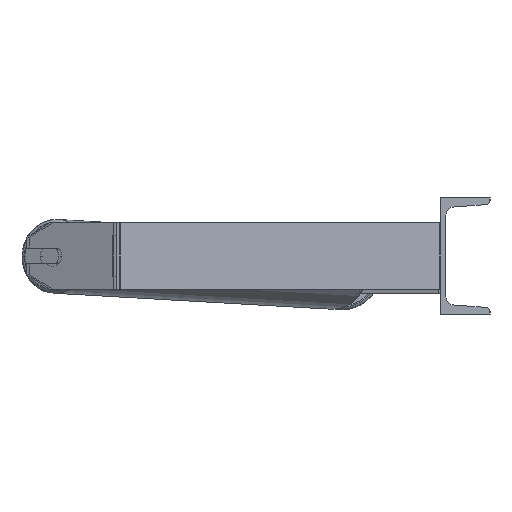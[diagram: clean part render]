
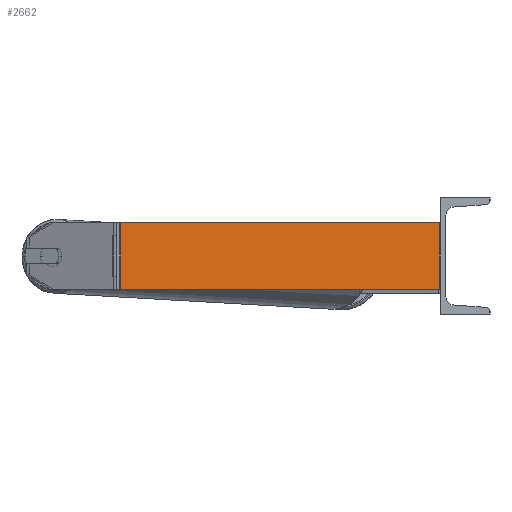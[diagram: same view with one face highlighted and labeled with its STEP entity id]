
A CAD part, left-side view. The second image highlights one B-rep face of the part: STEP entity #2662.
In plain terms, the highlighted planar face has unit normal (-0.996, -0.087, 0).
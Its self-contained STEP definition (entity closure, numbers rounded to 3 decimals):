
#3 = VECTOR ( 'NONE', #5300, 1000. ) ;
#358 = EDGE_CURVE ( 'NONE', #2984, #2473, #5156, .T. ) ;
#500 = CARTESIAN_POINT ( 'NONE',  ( -1218.697, 385.162, -40. ) ) ;
#662 = ORIENTED_EDGE ( 'NONE', *, *, #5059, .T. ) ;
#1232 = CARTESIAN_POINT ( 'NONE',  ( -1218.697, 385.162, 40. ) ) ;
#1238 = CARTESIAN_POINT ( 'NONE',  ( -1185., 0., 40. ) ) ;
#1351 = DIRECTION ( 'NONE',  ( 0., 0., -1. ) ) ;
#1683 = VERTEX_POINT ( 'NONE', #8199 ) ;
#2105 = EDGE_CURVE ( 'NONE', #2984, #8395, #3617, .T. ) ;
#2248 = LINE ( 'NONE', #6443, #4969 ) ;
#2297 = PLANE ( 'NONE',  #3703 ) ;
#2417 = CARTESIAN_POINT ( 'NONE',  ( -1218.697, 385.162, 40. ) ) ;
#2473 = VERTEX_POINT ( 'NONE', #500 ) ;
#2662 = ADVANCED_FACE ( 'NONE', ( #3664 ), #2297, .F. ) ;
#2984 = VERTEX_POINT ( 'NONE', #1232 ) ;
#3617 = LINE ( 'NONE', #7853, #3 ) ;
#3664 = FACE_OUTER_BOUND ( 'NONE', #5213, .T. ) ;
#3695 = VECTOR ( 'NONE', #6526, 1000. ) ;
#3703 = AXIS2_PLACEMENT_3D ( 'NONE', #8614, #6448, #3760 ) ;
#3760 = DIRECTION ( 'NONE',  ( -0.087, 0.996, 0. ) ) ;
#4767 = LINE ( 'NONE', #6796, #7642 ) ;
#4969 = VECTOR ( 'NONE', #8564, 1000. ) ;
#5059 = EDGE_CURVE ( 'NONE', #2473, #1683, #2248, .T. ) ;
#5156 = LINE ( 'NONE', #2417, #3695 ) ;
#5213 = EDGE_LOOP ( 'NONE', ( #662, #6611, #8911, #8729 ) ) ;
#5300 = DIRECTION ( 'NONE',  ( 0.087, -0.996, 0. ) ) ;
#6443 = CARTESIAN_POINT ( 'NONE',  ( -1219.071, 389.433, -40. ) ) ;
#6448 = DIRECTION ( 'NONE',  ( 0.996, 0.087, 0. ) ) ;
#6526 = DIRECTION ( 'NONE',  ( 0., 0., -1. ) ) ;
#6611 = ORIENTED_EDGE ( 'NONE', *, *, #6979, .F. ) ;
#6796 = CARTESIAN_POINT ( 'NONE',  ( -1185., 0., 40. ) ) ;
#6979 = EDGE_CURVE ( 'NONE', #8395, #1683, #4767, .T. ) ;
#7642 = VECTOR ( 'NONE', #1351, 1000. ) ;
#7853 = CARTESIAN_POINT ( 'NONE',  ( -1219.071, 389.433, 40. ) ) ;
#8199 = CARTESIAN_POINT ( 'NONE',  ( -1185., 0., -40. ) ) ;
#8395 = VERTEX_POINT ( 'NONE', #1238 ) ;
#8564 = DIRECTION ( 'NONE',  ( 0.087, -0.996, 0. ) ) ;
#8614 = CARTESIAN_POINT ( 'NONE',  ( -1219.071, 389.433, 40. ) ) ;
#8729 = ORIENTED_EDGE ( 'NONE', *, *, #358, .T. ) ;
#8911 = ORIENTED_EDGE ( 'NONE', *, *, #2105, .F. ) ;
